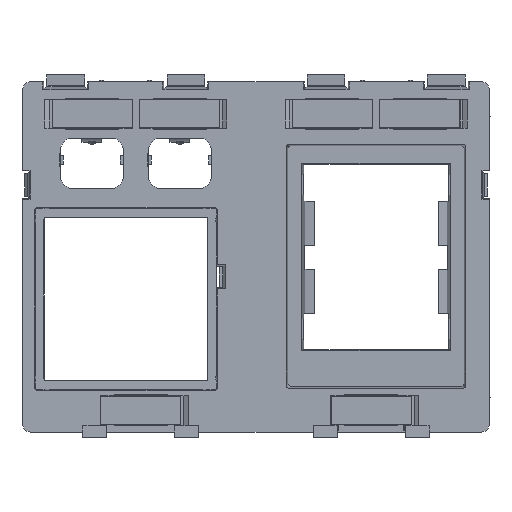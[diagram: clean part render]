
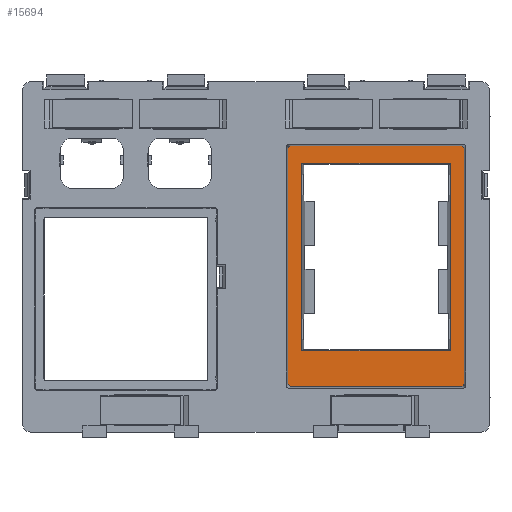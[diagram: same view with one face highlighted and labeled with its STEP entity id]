
A CAD part, top view. The second image highlights one B-rep face of the part: STEP entity #15694.
In plain terms, the highlighted planar face has unit normal (0, 0, 1).
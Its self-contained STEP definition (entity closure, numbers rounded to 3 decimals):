
#15648=AXIS2_PLACEMENT_3D('Plane Axis2P3D',#15645,#15646,#15647) ;
#6591=CARTESIAN_POINT('Vertex',(66.42,13.417,69.)) ;
#6594=CARTESIAN_POINT('Line Origine',(66.42,42.826,69.)) ;
#6598=CARTESIAN_POINT('Vertex',(66.42,71.983,69.)) ;
#6618=CARTESIAN_POINT('Control Point',(66.42,71.983,69.)) ;
#6619=CARTESIAN_POINT('Control Point',(66.42,72.296,69.)) ;
#6620=CARTESIAN_POINT('Control Point',(66.586,72.614,69.)) ;
#6621=CARTESIAN_POINT('Control Point',(66.904,72.78,69.)) ;
#6622=CARTESIAN_POINT('Control Point',(67.217,72.78,69.)) ;
#6623=CARTESIAN_POINT('Vertex',(67.217,72.78,69.)) ;
#6643=CARTESIAN_POINT('Line Origine',(88.45,72.78,69.)) ;
#6647=CARTESIAN_POINT('Vertex',(109.683,72.78,69.)) ;
#6667=CARTESIAN_POINT('Control Point',(109.683,72.78,69.)) ;
#6668=CARTESIAN_POINT('Control Point',(109.996,72.78,69.)) ;
#6669=CARTESIAN_POINT('Control Point',(110.314,72.614,69.)) ;
#6670=CARTESIAN_POINT('Control Point',(110.48,72.296,69.)) ;
#6671=CARTESIAN_POINT('Control Point',(110.48,71.983,69.)) ;
#6672=CARTESIAN_POINT('Vertex',(110.48,71.983,69.)) ;
#6692=CARTESIAN_POINT('Line Origine',(110.48,42.826,69.)) ;
#6696=CARTESIAN_POINT('Vertex',(110.48,13.417,69.)) ;
#6716=CARTESIAN_POINT('Control Point',(110.48,13.417,69.)) ;
#6717=CARTESIAN_POINT('Control Point',(110.48,13.104,69.)) ;
#6718=CARTESIAN_POINT('Control Point',(110.314,12.786,69.)) ;
#6719=CARTESIAN_POINT('Control Point',(109.996,12.62,69.)) ;
#6720=CARTESIAN_POINT('Control Point',(109.683,12.62,69.)) ;
#6721=CARTESIAN_POINT('Vertex',(109.683,12.62,69.)) ;
#6744=CARTESIAN_POINT('Vertex',(67.217,12.62,69.)) ;
#6747=CARTESIAN_POINT('Line Origine',(88.45,12.62,69.)) ;
#6765=CARTESIAN_POINT('Control Point',(66.42,13.417,69.)) ;
#6766=CARTESIAN_POINT('Control Point',(66.42,13.104,69.)) ;
#6767=CARTESIAN_POINT('Control Point',(66.586,12.786,69.)) ;
#6768=CARTESIAN_POINT('Control Point',(66.904,12.62,69.)) ;
#6769=CARTESIAN_POINT('Control Point',(67.217,12.62,69.)) ;
#15645=CARTESIAN_POINT('Axis2P3D Location',(58.45,45.,69.)) ;
#15660=CARTESIAN_POINT('Line Origine',(69.85,45.,69.)) ;
#15664=CARTESIAN_POINT('Vertex',(69.85,21.6,69.)) ;
#15666=CARTESIAN_POINT('Vertex',(69.85,68.4,69.)) ;
#15669=CARTESIAN_POINT('Line Origine',(88.45,68.4,69.)) ;
#15673=CARTESIAN_POINT('Vertex',(107.05,68.4,69.)) ;
#15676=CARTESIAN_POINT('Line Origine',(107.05,45.,69.)) ;
#15680=CARTESIAN_POINT('Vertex',(107.05,21.6,69.)) ;
#15683=CARTESIAN_POINT('Line Origine',(88.45,21.6,69.)) ;
#6595=DIRECTION('Vector Direction',(0.,-1.,0.)) ;
#6644=DIRECTION('Vector Direction',(1.,0.,0.)) ;
#6693=DIRECTION('Vector Direction',(0.,1.,0.)) ;
#6748=DIRECTION('Vector Direction',(-1.,0.,0.)) ;
#15646=DIRECTION('Axis2P3D Direction',(0.,0.,1.)) ;
#15647=DIRECTION('Axis2P3D XDirection',(1.,0.,0.)) ;
#15661=DIRECTION('Vector Direction',(0.,1.,0.)) ;
#15670=DIRECTION('Vector Direction',(1.,0.,0.)) ;
#15677=DIRECTION('Vector Direction',(0.,-1.,0.)) ;
#15684=DIRECTION('Vector Direction',(-1.,0.,0.)) ;
#6596=VECTOR('Line Direction',#6595,1.) ;
#6645=VECTOR('Line Direction',#6644,1.) ;
#6694=VECTOR('Line Direction',#6693,1.) ;
#6749=VECTOR('Line Direction',#6748,1.) ;
#15662=VECTOR('Line Direction',#15661,1.) ;
#15671=VECTOR('Line Direction',#15670,1.) ;
#15678=VECTOR('Line Direction',#15677,1.) ;
#15685=VECTOR('Line Direction',#15684,1.) ;
#15651=ORIENTED_EDGE('',*,*,#6698,.T.) ;
#15652=ORIENTED_EDGE('',*,*,#6674,.T.) ;
#15653=ORIENTED_EDGE('',*,*,#6649,.T.) ;
#15654=ORIENTED_EDGE('',*,*,#6625,.T.) ;
#15655=ORIENTED_EDGE('',*,*,#6600,.T.) ;
#15656=ORIENTED_EDGE('',*,*,#6770,.T.) ;
#15657=ORIENTED_EDGE('',*,*,#6751,.T.) ;
#15658=ORIENTED_EDGE('',*,*,#6723,.T.) ;
#15689=ORIENTED_EDGE('',*,*,#15668,.T.) ;
#15690=ORIENTED_EDGE('',*,*,#15675,.T.) ;
#15691=ORIENTED_EDGE('',*,*,#15682,.T.) ;
#15692=ORIENTED_EDGE('',*,*,#15687,.T.) ;
#15693=FACE_BOUND('',#15688,.T.) ;
#15694=ADVANCED_FACE('63976_IE-FC-DSP-PWB_2ST_FILS.1\\57218 AFPL PWB 2ST FC.1\\AFPL_PWB_2ST_FILS_FC',(#15659,#15693),#15649,.T.) ;
#6617=B_SPLINE_CURVE_WITH_KNOTS('',4,(#6618,#6619,#6620,#6621,#6622),.UNSPECIFIED.,.F.,.U.,(5,5),(0.,1.771),.UNSPECIFIED.) ;
#6666=B_SPLINE_CURVE_WITH_KNOTS('',4,(#6667,#6668,#6669,#6670,#6671),.UNSPECIFIED.,.F.,.U.,(5,5),(0.,1.771),.UNSPECIFIED.) ;
#6715=B_SPLINE_CURVE_WITH_KNOTS('',4,(#6716,#6717,#6718,#6719,#6720),.UNSPECIFIED.,.F.,.U.,(5,5),(0.,1.771),.UNSPECIFIED.) ;
#6764=B_SPLINE_CURVE_WITH_KNOTS('',4,(#6765,#6766,#6767,#6768,#6769),.UNSPECIFIED.,.F.,.U.,(5,5),(0.,1.771),.UNSPECIFIED.) ;
#6600=EDGE_CURVE('',#6599,#6592,#6597,.T.) ;
#6625=EDGE_CURVE('',#6624,#6599,#6617,.F.) ;
#6649=EDGE_CURVE('',#6648,#6624,#6646,.F.) ;
#6674=EDGE_CURVE('',#6673,#6648,#6666,.F.) ;
#6698=EDGE_CURVE('',#6697,#6673,#6695,.T.) ;
#6723=EDGE_CURVE('',#6722,#6697,#6715,.F.) ;
#6751=EDGE_CURVE('',#6745,#6722,#6750,.F.) ;
#6770=EDGE_CURVE('',#6592,#6745,#6764,.T.) ;
#15668=EDGE_CURVE('',#15665,#15667,#15663,.T.) ;
#15675=EDGE_CURVE('',#15667,#15674,#15672,.T.) ;
#15682=EDGE_CURVE('',#15674,#15681,#15679,.T.) ;
#15687=EDGE_CURVE('',#15681,#15665,#15686,.T.) ;
#15650=EDGE_LOOP('',(#15651,#15652,#15653,#15654,#15655,#15656,#15657,#15658)) ;
#15688=EDGE_LOOP('',(#15689,#15690,#15691,#15692)) ;
#15659=FACE_OUTER_BOUND('',#15650,.T.) ;
#6597=LINE('Line',#6594,#6596) ;
#6646=LINE('Line',#6643,#6645) ;
#6695=LINE('Line',#6692,#6694) ;
#6750=LINE('Line',#6747,#6749) ;
#15663=LINE('Line',#15660,#15662) ;
#15672=LINE('Line',#15669,#15671) ;
#15679=LINE('Line',#15676,#15678) ;
#15686=LINE('Line',#15683,#15685) ;
#15649=PLANE('',#15648) ;
#6592=VERTEX_POINT('',#6591) ;
#6599=VERTEX_POINT('',#6598) ;
#6624=VERTEX_POINT('',#6623) ;
#6648=VERTEX_POINT('',#6647) ;
#6673=VERTEX_POINT('',#6672) ;
#6697=VERTEX_POINT('',#6696) ;
#6722=VERTEX_POINT('',#6721) ;
#6745=VERTEX_POINT('',#6744) ;
#15665=VERTEX_POINT('',#15664) ;
#15667=VERTEX_POINT('',#15666) ;
#15674=VERTEX_POINT('',#15673) ;
#15681=VERTEX_POINT('',#15680) ;
